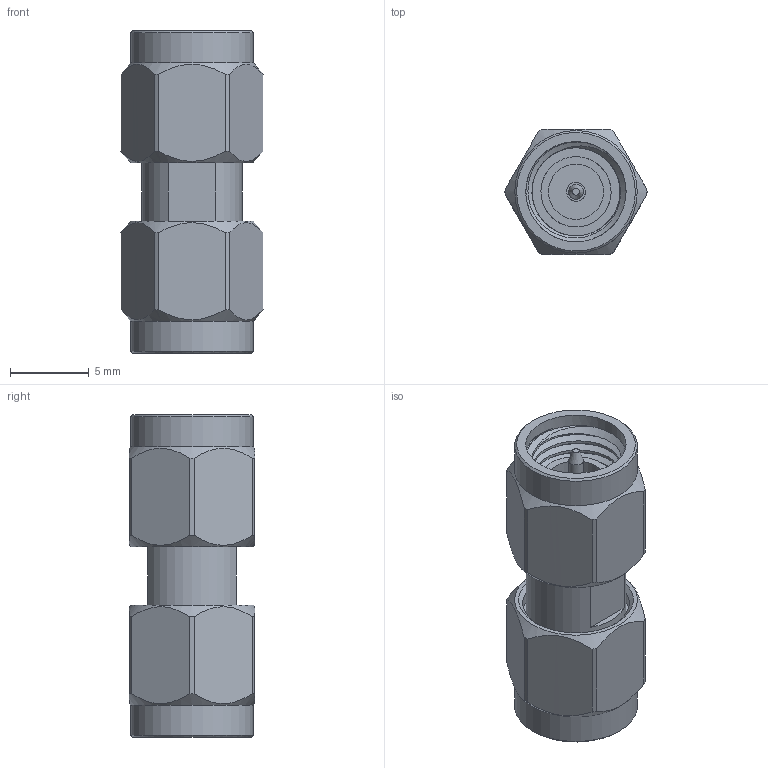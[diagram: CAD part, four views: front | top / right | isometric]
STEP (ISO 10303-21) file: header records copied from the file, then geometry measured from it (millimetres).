
FILE_DESCRIPTION (( 'STEP AP203' ), '1' );
FILE_NAME ('SM3315_3D.step', '2021-05-28T15:05:41', ( '' ), ( '' ), 'SwSTEP 2.0', 'SolidWorks 2020', '' );
FILE_SCHEMA (( 'CONFIG_CONTROL_DESIGN' ));
Length unit declared in the file: inch
Products named in the file (1): SM3315_3D
Bounding box: 8.99 x 7.94 x 20.45 mm (x, y, z)
Volume: 728.3 mm3; surface area: 1168.2 mm2
Topology: 1 solids, 1 shells, 91 faces, 259 edges, 186 vertices
Faces by surface type: cylinder 39, plane 34, cone 12, bspline 6
Full cylindrical faces by diameter (mm): 0.94 x2, 1.194 x2, 3.5 x2, 4.445 x2, 6.35 x13, 6.746 x2, 7.762 x2
Entity records: 7837 total; most frequent: CARTESIAN_POINT 5928, ORIENTED_EDGE 428, DIRECTION 276, EDGE_CURVE 214, VERTEX_POINT 178, AXIS2_PLACEMENT_3D 122, EDGE_LOOP 120, B_SPLINE_CURVE_WITH_KNOTS 104
